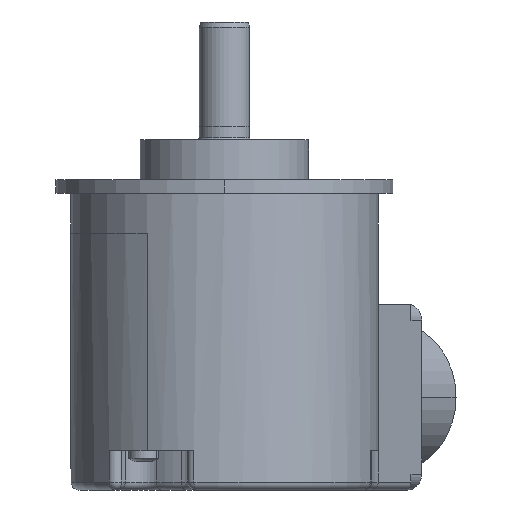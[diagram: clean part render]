
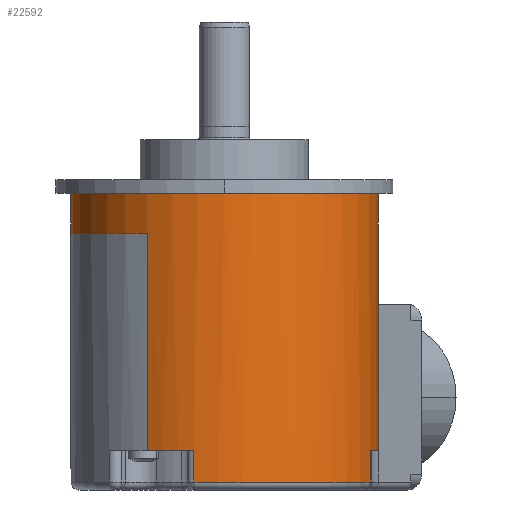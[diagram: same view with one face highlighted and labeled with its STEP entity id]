
A CAD part, left-side view. The second image highlights one B-rep face of the part: STEP entity #22592.
In plain terms, the highlighted cylindrical face has radius 29 mm (diameter 58 mm), a partial arc.
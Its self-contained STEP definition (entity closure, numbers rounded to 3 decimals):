
#3832=CARTESIAN_POINT('',(0.,0.,12.4));
#3833=DIRECTION('',(0.,0.,1.));
#3834=DIRECTION('',(0.,-1.,0.));
#3835=AXIS2_PLACEMENT_3D('',#3832,#3833,#3834);
#3917=DIRECTION('',(0.,0.,1.));
#3918=VECTOR('',#3917,7.5);
#3919=CARTESIAN_POINT('',(0.,-29.,12.4));
#3920=LINE('',#3919,#3918);
#3921=DIRECTION('',(0.,0.,-1.));
#3922=VECTOR('',#3921,13.4);
#3923=CARTESIAN_POINT('',(25.115,-14.5,12.4));
#3924=LINE('',#3923,#3922);
#3925=DIRECTION('',(0.,0.,-1.));
#3926=VECTOR('',#3925,40.9);
#3927=CARTESIAN_POINT('',(-25.115,14.5,12.4));
#3928=LINE('',#3927,#3926);
#3929=CARTESIAN_POINT('',(0.,0.,12.4));
#3930=DIRECTION('',(0.,0.,1.));
#3931=DIRECTION('',(0.,1.,0.));
#3932=AXIS2_PLACEMENT_3D('',#3929,#3930,#3931);
#3934=DIRECTION('',(0.,0.,1.));
#3935=VECTOR('',#3934,7.5);
#3936=CARTESIAN_POINT('',(0.,29.,12.4));
#3937=LINE('',#3936,#3935);
#3954=CARTESIAN_POINT('',(0.,0.,-1.));
#3955=DIRECTION('',(0.,0.,1.));
#3956=DIRECTION('',(0.262,-0.965,0.));
#3957=AXIS2_PLACEMENT_3D('',#3954,#3955,#3956);
#8547=DIRECTION('',(0.,0.,1.));
#8548=VECTOR('',#8547,27.5);
#8549=CARTESIAN_POINT('',(7.584,-27.991,-28.5));
#8550=LINE('',#8549,#8548);
#8654=DIRECTION('',(0.,0.,-1.));
#8655=VECTOR('',#8654,6.);
#8656=CARTESIAN_POINT('',(-9.241,-27.488,-28.5));
#8657=LINE('',#8656,#8655);
#8672=CARTESIAN_POINT('',(0.,0.,-34.5));
#8673=DIRECTION('',(0.,0.,-1.));
#8674=DIRECTION('',(-0.319,-0.948,0.));
#8675=AXIS2_PLACEMENT_3D('',#8672,#8673,#8674);
#8706=DIRECTION('',(0.,0.,1.));
#8707=VECTOR('',#8706,6.);
#8708=CARTESIAN_POINT('',(-28.426,5.741,-34.5));
#8709=LINE('',#8708,#8707);
#9472=CARTESIAN_POINT('',(0.,0.,-28.5));
#9473=DIRECTION('',(0.,0.,1.));
#9474=DIRECTION('',(-0.866,0.5,0.));
#9475=AXIS2_PLACEMENT_3D('',#9472,#9473,#9474);
#9940=CARTESIAN_POINT('',(0.,0.,-28.5));
#9941=DIRECTION('',(0.,0.,1.));
#9942=DIRECTION('',(-0.319,-0.948,0.));
#9943=AXIS2_PLACEMENT_3D('',#9940,#9941,#9942);
#10400=CARTESIAN_POINT('',(0.,0.,19.9));
#10401=DIRECTION('',(0.,0.,1.));
#10402=DIRECTION('',(0.,1.,0.));
#10403=AXIS2_PLACEMENT_3D('',#10400,#10401,#10402);
#17548=CARTESIAN_POINT('',(0.,29.,19.9));
#17549=CARTESIAN_POINT('',(0.,-29.,19.9));
#17550=VERTEX_POINT('',#17548);
#17551=VERTEX_POINT('',#17549);
#17864=CARTESIAN_POINT('',(7.584,-27.991,-1.));
#17865=VERTEX_POINT('',#17864);
#17866=CARTESIAN_POINT('',(25.115,-14.5,-1.));
#17867=VERTEX_POINT('',#17866);
#17875=CARTESIAN_POINT('',(7.584,-27.991,-28.5));
#17877=VERTEX_POINT('',#17875);
#17888=CARTESIAN_POINT('',(-9.241,-27.488,-28.5));
#17889=VERTEX_POINT('',#17888);
#17890=CARTESIAN_POINT('',(-28.426,5.741,-28.5));
#17891=VERTEX_POINT('',#17890);
#17896=CARTESIAN_POINT('',(-25.115,14.5,-28.5));
#17897=VERTEX_POINT('',#17896);
#17960=CARTESIAN_POINT('',(-9.241,-27.488,-34.5));
#17961=CARTESIAN_POINT('',(-28.426,5.741,-34.5));
#17962=VERTEX_POINT('',#17960);
#17963=VERTEX_POINT('',#17961);
#17998=CARTESIAN_POINT('',(0.,29.,12.4));
#17999=CARTESIAN_POINT('',(-25.115,14.5,12.4));
#18000=VERTEX_POINT('',#17998);
#18001=VERTEX_POINT('',#17999);
#18002=CARTESIAN_POINT('',(0.,-29.,12.4));
#18003=CARTESIAN_POINT('',(25.115,-14.5,12.4));
#18004=VERTEX_POINT('',#18002);
#18005=VERTEX_POINT('',#18003);
#22563=CARTESIAN_POINT('',(0.,0.,31.5));
#22564=DIRECTION('',(0.,0.,-1.));
#22565=DIRECTION('',(0.,1.,0.));
#22566=AXIS2_PLACEMENT_3D('',#22563,#22564,#22565);
#22567=CYLINDRICAL_SURFACE('',#22566,29.);
#22568=ORIENTED_EDGE('',*,*,#22539,.F.);
#22569=ORIENTED_EDGE('',*,*,#22537,.T.);
#22570=ORIENTED_EDGE('',*,*,#22535,.T.);
#22572=ORIENTED_EDGE('',*,*,#22571,.F.);
#22574=ORIENTED_EDGE('',*,*,#22573,.F.);
#22576=ORIENTED_EDGE('',*,*,#22575,.F.);
#22578=ORIENTED_EDGE('',*,*,#22577,.T.);
#22580=ORIENTED_EDGE('',*,*,#22579,.T.);
#22582=ORIENTED_EDGE('',*,*,#22581,.T.);
#22584=ORIENTED_EDGE('',*,*,#22583,.F.);
#22585=ORIENTED_EDGE('',*,*,#22519,.F.);
#22586=ORIENTED_EDGE('',*,*,#22517,.F.);
#22587=ORIENTED_EDGE('',*,*,#22515,.T.);
#22589=ORIENTED_EDGE('',*,*,#22588,.T.);
#22590=EDGE_LOOP('',(#22568,#22569,#22570,#22572,#22574,#22576,#22578,#22580,
#22582,#22584,#22585,#22586,#22587,#22589));
#22591=FACE_OUTER_BOUND('',#22590,.F.);
#3836=CIRCLE('',#3835,29.);
#3933=CIRCLE('',#3932,29.);
#3958=CIRCLE('',#3957,29.);
#8676=CIRCLE('',#8675,29.);
#9476=CIRCLE('',#9475,29.);
#9944=CIRCLE('',#9943,29.);
#10404=CIRCLE('',#10403,29.);
#22515=EDGE_CURVE('',#18000,#17550,#3937,.T.);
#22517=EDGE_CURVE('',#18000,#18001,#3933,.T.);
#22519=EDGE_CURVE('',#18001,#17897,#3928,.T.);
#22535=EDGE_CURVE('',#18005,#17867,#3924,.T.);
#22537=EDGE_CURVE('',#18004,#18005,#3836,.T.);
#22539=EDGE_CURVE('',#18004,#17551,#3920,.T.);
#22571=EDGE_CURVE('',#17865,#17867,#3958,.T.);
#22573=EDGE_CURVE('',#17877,#17865,#8550,.T.);
#22575=EDGE_CURVE('',#17889,#17877,#9944,.T.);
#22577=EDGE_CURVE('',#17889,#17962,#8657,.T.);
#22579=EDGE_CURVE('',#17962,#17963,#8676,.T.);
#22581=EDGE_CURVE('',#17963,#17891,#8709,.T.);
#22583=EDGE_CURVE('',#17897,#17891,#9476,.T.);
#22588=EDGE_CURVE('',#17550,#17551,#10404,.T.);
#22592=ADVANCED_FACE('',(#22591),#22567,.T.);
